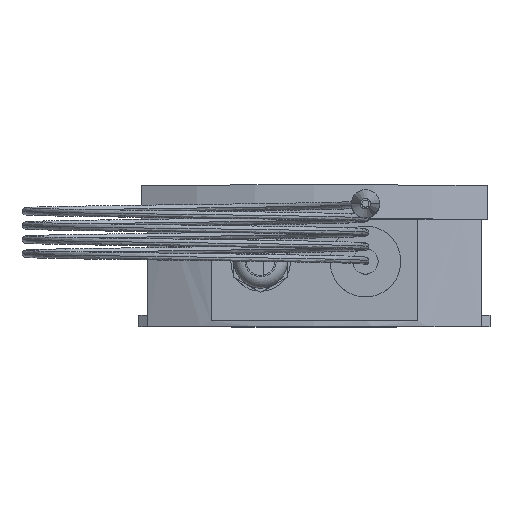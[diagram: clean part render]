
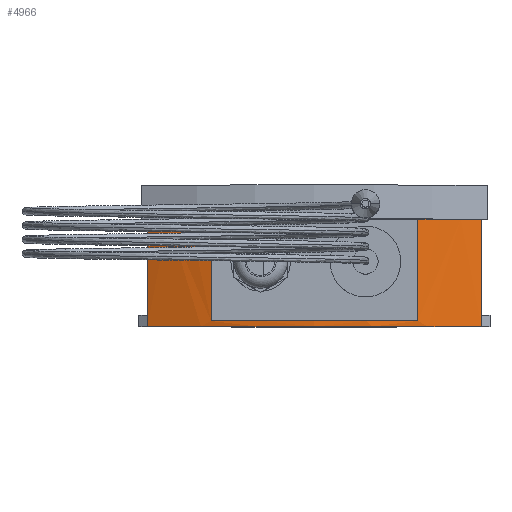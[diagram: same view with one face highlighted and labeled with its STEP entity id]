
A CAD part, top view. The second image highlights one B-rep face of the part: STEP entity #4966.
In plain terms, the highlighted cylindrical face has radius 135.676 mm (diameter 271.352 mm), a partial arc.
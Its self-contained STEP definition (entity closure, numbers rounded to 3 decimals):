
#17 = VERTEX_POINT ( 'NONE', #2234 ) ;
#128 = VERTEX_POINT ( 'NONE', #971 ) ;
#334 = VERTEX_POINT ( 'NONE', #4178 ) ;
#486 = ORIENTED_EDGE ( 'NONE', *, *, #2142, .T. ) ;
#555 = VERTEX_POINT ( 'NONE', #4560 ) ;
#646 = VECTOR ( 'NONE', #6166, 1000. ) ;
#792 = CARTESIAN_POINT ( 'NONE',  ( 0., 37.9, -93.176 ) ) ;
#912 = DIRECTION ( 'NONE',  ( 0., 0., -1. ) ) ;
#925 = ORIENTED_EDGE ( 'NONE', *, *, #7732, .T. ) ;
#971 = CARTESIAN_POINT ( 'NONE',  ( 59., 0., 29. ) ) ;
#1020 = ORIENTED_EDGE ( 'NONE', *, *, #5254, .T. ) ;
#1061 = CARTESIAN_POINT ( 'NONE',  ( 59., 38., 29. ) ) ;
#1178 = CARTESIAN_POINT ( 'NONE',  ( 36.493, 38., 37.5 ) ) ;
#1265 = ORIENTED_EDGE ( 'NONE', *, *, #6891, .T. ) ;
#1316 = VERTEX_POINT ( 'NONE', #2128 ) ;
#1800 = ORIENTED_EDGE ( 'NONE', *, *, #6052, .T. ) ;
#1949 = VERTEX_POINT ( 'NONE', #7750 ) ;
#2128 = CARTESIAN_POINT ( 'NONE',  ( -36.493, 37.9, 37.5 ) ) ;
#2142 = EDGE_CURVE ( 'NONE', #334, #1316, #4067, .T. ) ;
#2234 = CARTESIAN_POINT ( 'NONE',  ( 36.493, 2., 37.5 ) ) ;
#2249 = CIRCLE ( 'NONE', #8386, 135.676 ) ;
#2464 = CYLINDRICAL_SURFACE ( 'NONE', #6522, 135.676 ) ;
#2520 = VECTOR ( 'NONE', #7380, 1000. ) ;
#2785 = AXIS2_PLACEMENT_3D ( 'NONE', #792, #2834, #4226 ) ;
#2834 = DIRECTION ( 'NONE',  ( 0., -1., 0. ) ) ;
#2879 = DIRECTION ( 'NONE',  ( 0., -1., 0. ) ) ;
#3168 = VERTEX_POINT ( 'NONE', #9000 ) ;
#3200 = EDGE_CURVE ( 'NONE', #555, #128, #3644, .T. ) ;
#3270 = LINE ( 'NONE', #3910, #5518 ) ;
#3482 = CARTESIAN_POINT ( 'NONE',  ( 0., 0., -93.176 ) ) ;
#3644 = LINE ( 'NONE', #1061, #646 ) ;
#3660 = AXIS2_PLACEMENT_3D ( 'NONE', #5822, #2879, #8755 ) ;
#3761 = CARTESIAN_POINT ( 'NONE',  ( 0., 2., -93.176 ) ) ;
#3846 = EDGE_LOOP ( 'NONE', ( #6697, #1020, #925, #8957, #486, #1800, #1265, #6680 ) ) ;
#3910 = CARTESIAN_POINT ( 'NONE',  ( -59., 38., 29. ) ) ;
#4066 = CARTESIAN_POINT ( 'NONE',  ( -59., 0., 29. ) ) ;
#4067 = LINE ( 'NONE', #7253, #2520 ) ;
#4178 = CARTESIAN_POINT ( 'NONE',  ( -36.493, 2., 37.5 ) ) ;
#4226 = DIRECTION ( 'NONE',  ( 0., 0., -1. ) ) ;
#4560 = CARTESIAN_POINT ( 'NONE',  ( 59., 37.9, 29. ) ) ;
#4716 = DIRECTION ( 'NONE',  ( 0., -1., 0. ) ) ;
#4966 = ADVANCED_FACE ( 'NONE', ( #5939 ), #2464, .T. ) ;
#5254 = EDGE_CURVE ( 'NONE', #555, #1949, #7540, .T. ) ;
#5352 = LINE ( 'NONE', #1178, #8765 ) ;
#5518 = VECTOR ( 'NONE', #4716, 1000. ) ;
#5715 = DIRECTION ( 'NONE',  ( 0., 1., 0. ) ) ;
#5813 = CARTESIAN_POINT ( 'NONE',  ( 0., 38., -93.176 ) ) ;
#5822 = CARTESIAN_POINT ( 'NONE',  ( 0., 37.9, -93.176 ) ) ;
#5848 = DIRECTION ( 'NONE',  ( 0., 0., -1. ) ) ;
#5939 = FACE_OUTER_BOUND ( 'NONE', #3846, .T. ) ;
#6052 = EDGE_CURVE ( 'NONE', #1316, #3168, #6725, .T. ) ;
#6092 = CIRCLE ( 'NONE', #6594, 135.676 ) ;
#6166 = DIRECTION ( 'NONE',  ( 0., -1., 0. ) ) ;
#6193 = EDGE_CURVE ( 'NONE', #17, #334, #6092, .T. ) ;
#6522 = AXIS2_PLACEMENT_3D ( 'NONE', #5813, #7355, #5848 ) ;
#6594 = AXIS2_PLACEMENT_3D ( 'NONE', #3761, #6627, #912 ) ;
#6627 = DIRECTION ( 'NONE',  ( 0., -1., 0. ) ) ;
#6680 = ORIENTED_EDGE ( 'NONE', *, *, #8564, .T. ) ;
#6697 = ORIENTED_EDGE ( 'NONE', *, *, #3200, .F. ) ;
#6725 = CIRCLE ( 'NONE', #3660, 135.676 ) ;
#6891 = EDGE_CURVE ( 'NONE', #3168, #7718, #3270, .T. ) ;
#6926 = DIRECTION ( 'NONE',  ( 0., -1., 0. ) ) ;
#7159 = DIRECTION ( 'NONE',  ( 0., 0., 1. ) ) ;
#7253 = CARTESIAN_POINT ( 'NONE',  ( -36.493, 38., 37.5 ) ) ;
#7355 = DIRECTION ( 'NONE',  ( 0., -1., 0. ) ) ;
#7380 = DIRECTION ( 'NONE',  ( 0., 1., 0. ) ) ;
#7540 = CIRCLE ( 'NONE', #2785, 135.676 ) ;
#7718 = VERTEX_POINT ( 'NONE', #4066 ) ;
#7732 = EDGE_CURVE ( 'NONE', #1949, #17, #5352, .T. ) ;
#7750 = CARTESIAN_POINT ( 'NONE',  ( 36.493, 37.9, 37.5 ) ) ;
#8386 = AXIS2_PLACEMENT_3D ( 'NONE', #3482, #5715, #7159 ) ;
#8564 = EDGE_CURVE ( 'NONE', #7718, #128, #2249, .T. ) ;
#8755 = DIRECTION ( 'NONE',  ( 0., 0., -1. ) ) ;
#8765 = VECTOR ( 'NONE', #6926, 1000. ) ;
#8957 = ORIENTED_EDGE ( 'NONE', *, *, #6193, .T. ) ;
#9000 = CARTESIAN_POINT ( 'NONE',  ( -59., 37.9, 29. ) ) ;
